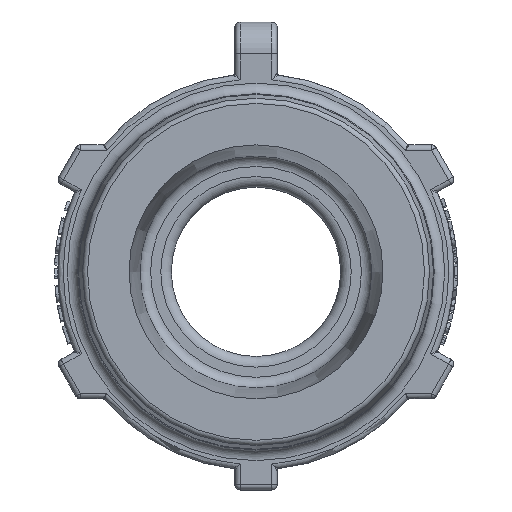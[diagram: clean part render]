
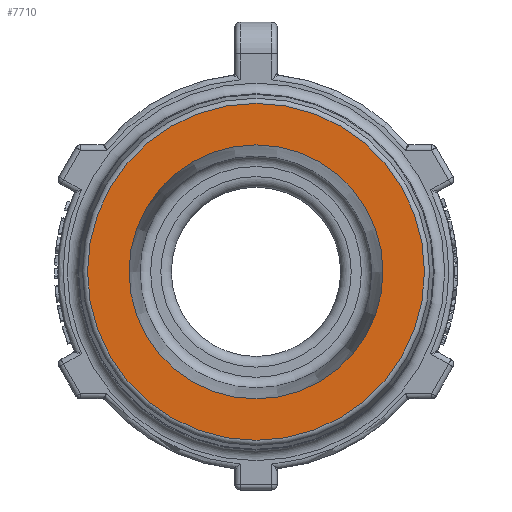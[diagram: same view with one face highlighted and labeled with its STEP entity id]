
A CAD part, left-side view. The second image highlights one B-rep face of the part: STEP entity #7710.
In plain terms, the highlighted planar face has unit normal (-1, 0, 0).
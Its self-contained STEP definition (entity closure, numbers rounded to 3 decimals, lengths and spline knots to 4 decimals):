
#88=FACE_BOUND($,#1991,.T.);
#89=FACE_BOUND($,#1992,.T.);
#185=PLANE($,#8307);
#1991=EDGE_LOOP($,(#5536));
#1992=EDGE_LOOP($,(#5537));
#3036=CIRCLE($,#8303,0.995);
#3039=CIRCLE($,#8308,0.75);
#3433=VERTEX_POINT($,#14155);
#3436=VERTEX_POINT($,#14163);
#4253=EDGE_CURVE($,#3433,#3433,#3036,.T.);
#4256=EDGE_CURVE($,#3436,#3436,#3039,.T.);
#5536=ORIENTED_EDGE($,*,*,#4256,.T.);
#5537=ORIENTED_EDGE($,*,*,#4253,.F.);
#7710=ADVANCED_FACE($,(#88,#89),#185,.T.);
#8303=AXIS2_PLACEMENT_3D($,#14156,#9161,#9162);
#8307=AXIS2_PLACEMENT_3D($,#14162,#9169,#9170);
#8308=AXIS2_PLACEMENT_3D($,#14164,#9171,#9172);
#9161=DIRECTION('center_axis',(1.,0.,0.));
#9162=DIRECTION('ref_axis',(0.,-1.,0.));
#9169=DIRECTION('center_axis',(-1.,0.,0.));
#9170=DIRECTION('ref_axis',(0.,0.,1.));
#9171=DIRECTION('center_axis',(1.,0.,0.));
#9172=DIRECTION('ref_axis',(0.,0.,-1.));
#14155=CARTESIAN_POINT('',(0.,0.995,0.));
#14156=CARTESIAN_POINT('Origin',(0.,0.,0.));
#14162=CARTESIAN_POINT('Origin',(0.,1.019,0.));
#14163=CARTESIAN_POINT('',(0.,0.75,0.));
#14164=CARTESIAN_POINT('Origin',(0.,0.,0.));
